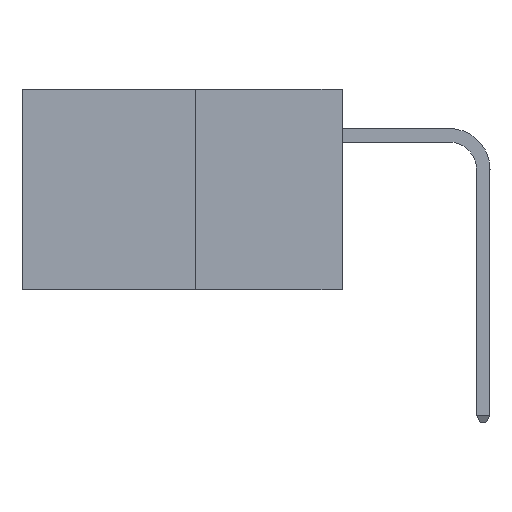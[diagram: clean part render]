
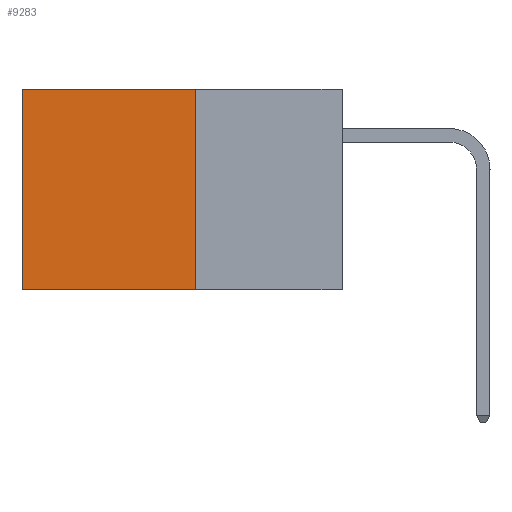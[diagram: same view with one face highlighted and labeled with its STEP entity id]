
A CAD part, left-side view. The second image highlights one B-rep face of the part: STEP entity #9283.
In plain terms, the highlighted planar face has unit normal (-1, 0, 0).
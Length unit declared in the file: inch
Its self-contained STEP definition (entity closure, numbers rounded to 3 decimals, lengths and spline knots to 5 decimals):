
#50 = ORIENTED_EDGE ( 'NONE', *, *, #5973, .F. ) ;
#1507 = CARTESIAN_POINT ( 'NONE',  ( 0.277, 0.27, 0. ) ) ;
#1707 = DIRECTION ( 'NONE',  ( 0., 1., 0. ) ) ;
#2063 = CARTESIAN_POINT ( 'NONE',  ( 0.277, 0.27, -0.37 ) ) ;
#2434 = DIRECTION ( 'NONE',  ( 0., 0., -1. ) ) ;
#5114 = CARTESIAN_POINT ( 'NONE',  ( 0.277, 0.27, -0.37 ) ) ;
#5365 = ORIENTED_EDGE ( 'NONE', *, *, #22550, .T. ) ;
#5406 = DIRECTION ( 'NONE',  ( 0., 0., -1. ) ) ;
#5431 = DIRECTION ( 'NONE',  ( 1., 0., 0. ) ) ;
#5481 = CARTESIAN_POINT ( 'NONE',  ( 0.277, 0.27, -0.37 ) ) ;
#5511 = PLANE ( 'NONE',  #19895 ) ;
#5973 = EDGE_CURVE ( 'NONE', #14086, #15421, #21158, .T. ) ;
#6182 = VECTOR ( 'NONE', #15471, 39.37008 ) ;
#6512 = CARTESIAN_POINT ( 'NONE',  ( 0.277, 0.59, -0.37 ) ) ;
#6513 = EDGE_LOOP ( 'NONE', ( #21861, #8326, #50, #5365 ) ) ;
#6533 = VECTOR ( 'NONE', #2434, 39.37008 ) ;
#7573 = VERTEX_POINT ( 'NONE', #17030 ) ;
#7844 = LINE ( 'NONE', #12262, #8374 ) ;
#8046 = VERTEX_POINT ( 'NONE', #11349 ) ;
#8326 = ORIENTED_EDGE ( 'NONE', *, *, #19196, .F. ) ;
#8374 = VECTOR ( 'NONE', #1707, 39.37008 ) ;
#9283 = ADVANCED_FACE ( 'NONE', ( #18394 ), #5511, .F. ) ;
#11349 = CARTESIAN_POINT ( 'NONE',  ( 0.277, 0.59, 0. ) ) ;
#12262 = CARTESIAN_POINT ( 'NONE',  ( 0.277, 0.27, -0.37 ) ) ;
#14086 = VERTEX_POINT ( 'NONE', #1507 ) ;
#15421 = VERTEX_POINT ( 'NONE', #5114 ) ;
#15471 = DIRECTION ( 'NONE',  ( 0., 0., -1. ) ) ;
#15589 = CARTESIAN_POINT ( 'NONE',  ( 0.277, 0.27, 0. ) ) ;
#17030 = CARTESIAN_POINT ( 'NONE',  ( 0.277, 0.59, -0.37 ) ) ;
#18144 = VECTOR ( 'NONE', #19059, 39.37008 ) ;
#18394 = FACE_OUTER_BOUND ( 'NONE', #6513, .T. ) ;
#19059 = DIRECTION ( 'NONE',  ( 0., 1., 0. ) ) ;
#19196 = EDGE_CURVE ( 'NONE', #15421, #7573, #7844, .T. ) ;
#19700 = EDGE_CURVE ( 'NONE', #8046, #7573, #20228, .T. ) ;
#19895 = AXIS2_PLACEMENT_3D ( 'NONE', #5481, #5431, #5406 ) ;
#20228 = LINE ( 'NONE', #6512, #6182 ) ;
#21158 = LINE ( 'NONE', #2063, #6533 ) ;
#21861 = ORIENTED_EDGE ( 'NONE', *, *, #19700, .T. ) ;
#22265 = LINE ( 'NONE', #15589, #18144 ) ;
#22550 = EDGE_CURVE ( 'NONE', #14086, #8046, #22265, .T. ) ;
